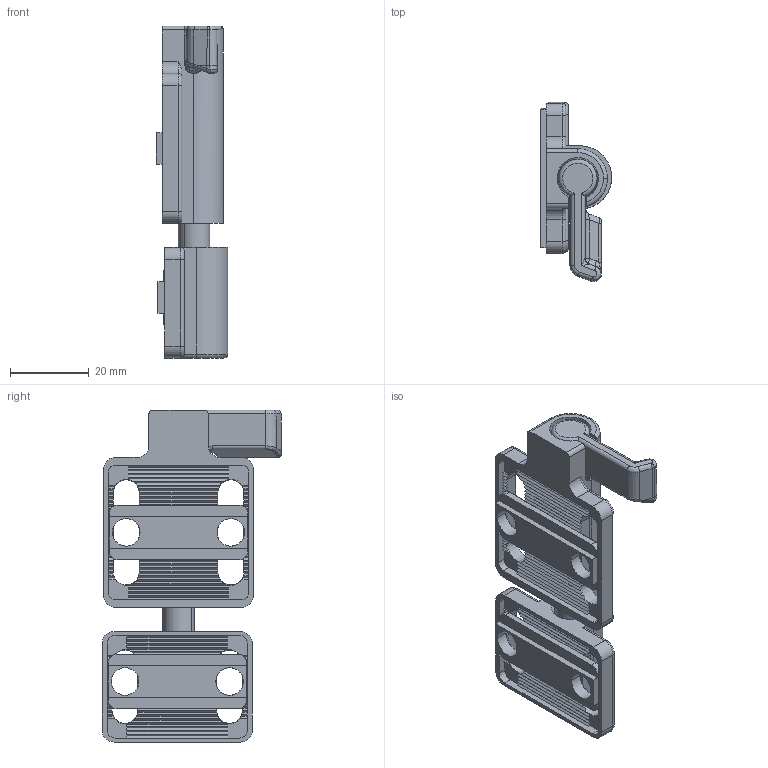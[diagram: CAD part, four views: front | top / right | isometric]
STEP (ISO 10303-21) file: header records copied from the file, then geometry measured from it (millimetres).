
FILE_DESCRIPTION(/* description */ (''),/* implementation_level */ '2;1');
FILE_NAME(/* name */ '22593_KriTec_Stiftverschluss.stp',/* time_stamp */ '2015-09-23T17:15:00+02:00',/* author */ ('kostic'),/* organization */ ('TraceParts S.A.'),/* preprocessor_version */ 'ST-DEVELOPER v15.2',/* originating_system */ 'Autodesk Inventor 2014',/* authorisation */ '');
FILE_SCHEMA (('CONFIG_CONTROL_DESIGN'));
Length unit declared in the file: millimetre
Products named in the file (8): fath_093082_07; fath_093082_06; fath_093082_05; fath_093082_04; fath_093082_03; fath_093082_02; fath_093082_01; 22593_KriTec_Stiftverschluss
Assembly tree (7 placements, depth 2):
  22593_KriTec_Stiftverschluss
    fath_093082_07
    fath_093082_06
    fath_093082_05
    fath_093082_04
    fath_093082_03
    fath_093082_02
    fath_093082_01
Bounding box: 18.09 x 45.5 x 84.09 mm (x, y, z)
Volume: 19830 mm3; surface area: 16604.8 mm2
Topology: 7 solids, 7 shells, 791 faces, 1999 edges, 1218 vertices
Faces by surface type: plane 543, cylinder 118, cone 82, torus 23, bspline 20, sphere 5
Entity records: 25847 total; most frequent: CARTESIAN_POINT 7587, ORIENTED_EDGE 3994, DIRECTION 3515, EDGE_CURVE 1997, LINE 1311, VECTOR 1311, VERTEX_POINT 1218, AXIS2_PLACEMENT_3D 1102
